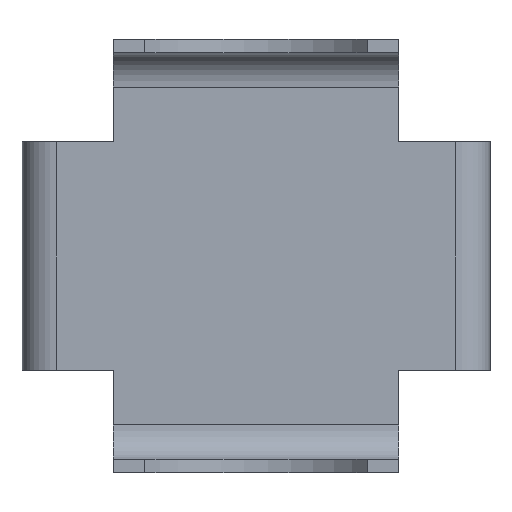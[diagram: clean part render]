
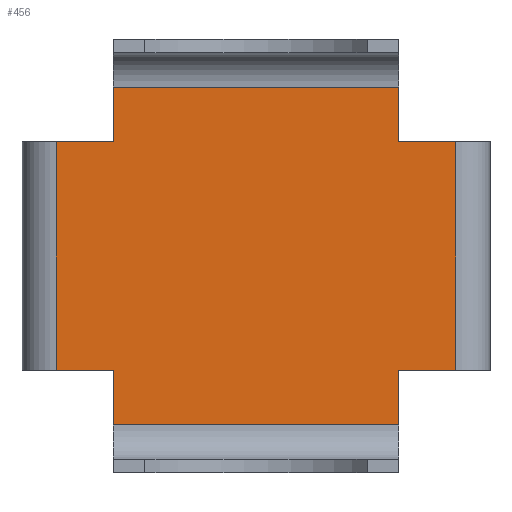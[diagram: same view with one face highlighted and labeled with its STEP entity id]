
A CAD part, front view. The second image highlights one B-rep face of the part: STEP entity #456.
In plain terms, the highlighted planar face has unit normal (0, -1, 0).
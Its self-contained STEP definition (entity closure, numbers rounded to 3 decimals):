
#85 = CARTESIAN_POINT ( 'NONE',  ( 12.5, 0., -19. ) ) ;
#101 = LINE ( 'NONE', #851, #352 ) ;
#122 = ORIENTED_EDGE ( 'NONE', *, *, #1693, .T. ) ;
#123 = DIRECTION ( 'NONE',  ( 1., 0., 0. ) ) ;
#144 = ORIENTED_EDGE ( 'NONE', *, *, #1764, .F. ) ;
#163 = FACE_OUTER_BOUND ( 'NONE', #916, .T. ) ;
#262 = LINE ( 'NONE', #1002, #2315 ) ;
#285 = CARTESIAN_POINT ( 'NONE',  ( 12.5, 0., 14.8 ) ) ;
#298 = VERTEX_POINT ( 'NONE', #1849 ) ;
#305 = CARTESIAN_POINT ( 'NONE',  ( -17.5, 0., -10. ) ) ;
#317 = LINE ( 'NONE', #736, #430 ) ;
#336 = EDGE_CURVE ( 'NONE', #815, #1142, #1810, .T. ) ;
#338 = CARTESIAN_POINT ( 'NONE',  ( 0., 0., 0. ) ) ;
#345 = CARTESIAN_POINT ( 'NONE',  ( 17.5, 0., 10. ) ) ;
#352 = VECTOR ( 'NONE', #1252, 1000. ) ;
#353 = EDGE_CURVE ( 'NONE', #438, #1084, #1247, .T. ) ;
#391 = VECTOR ( 'NONE', #2457, 1000. ) ;
#404 = CARTESIAN_POINT ( 'NONE',  ( 17.5, 0., 10. ) ) ;
#430 = VECTOR ( 'NONE', #123, 1000. ) ;
#436 = VECTOR ( 'NONE', #1175, 1000. ) ;
#438 = VERTEX_POINT ( 'NONE', #1141 ) ;
#455 = CARTESIAN_POINT ( 'NONE',  ( 12.5, 0., 10. ) ) ;
#456 = ADVANCED_FACE ( 'NONE', ( #163 ), #1525, .T. ) ;
#494 = VERTEX_POINT ( 'NONE', #2078 ) ;
#526 = ORIENTED_EDGE ( 'NONE', *, *, #2389, .F. ) ;
#543 = ORIENTED_EDGE ( 'NONE', *, *, #336, .T. ) ;
#544 = VECTOR ( 'NONE', #733, 1000. ) ;
#635 = VERTEX_POINT ( 'NONE', #2337 ) ;
#636 = EDGE_CURVE ( 'NONE', #1084, #1142, #2149, .T. ) ;
#661 = VECTOR ( 'NONE', #1232, 1000. ) ;
#680 = CARTESIAN_POINT ( 'NONE',  ( -17.5, 0., -10. ) ) ;
#733 = DIRECTION ( 'NONE',  ( 1., 0., 0. ) ) ;
#736 = CARTESIAN_POINT ( 'NONE',  ( -20.5, 0., 10. ) ) ;
#751 = VECTOR ( 'NONE', #2181, 1000. ) ;
#771 = CARTESIAN_POINT ( 'NONE',  ( -17.5, 0., 10. ) ) ;
#784 = EDGE_CURVE ( 'NONE', #438, #635, #953, .T. ) ;
#812 = VERTEX_POINT ( 'NONE', #2456 ) ;
#814 = DIRECTION ( 'NONE',  ( 0., 0., -1. ) ) ;
#815 = VERTEX_POINT ( 'NONE', #771 ) ;
#851 = CARTESIAN_POINT ( 'NONE',  ( 12.5, 0., -10. ) ) ;
#877 = ORIENTED_EDGE ( 'NONE', *, *, #353, .F. ) ;
#913 = DIRECTION ( 'NONE',  ( 0., -1., 0. ) ) ;
#916 = EDGE_LOOP ( 'NONE', ( #877, #1789, #526, #144, #2435, #1153, #1291, #122, #1176, #2258, #543, #1861 ) ) ;
#953 = LINE ( 'NONE', #1499, #544 ) ;
#1002 = CARTESIAN_POINT ( 'NONE',  ( -12.5, 0., 10. ) ) ;
#1036 = CARTESIAN_POINT ( 'NONE',  ( 12.5, 0., -10. ) ) ;
#1084 = VERTEX_POINT ( 'NONE', #2462 ) ;
#1141 = CARTESIAN_POINT ( 'NONE',  ( -12.5, 0., -14.8 ) ) ;
#1142 = VERTEX_POINT ( 'NONE', #305 ) ;
#1153 = ORIENTED_EDGE ( 'NONE', *, *, #2172, .F. ) ;
#1175 = DIRECTION ( 'NONE',  ( 1., 0., 0. ) ) ;
#1176 = ORIENTED_EDGE ( 'NONE', *, *, #2399, .F. ) ;
#1232 = DIRECTION ( 'NONE',  ( 0., 0., -1. ) ) ;
#1247 = LINE ( 'NONE', #2002, #2346 ) ;
#1252 = DIRECTION ( 'NONE',  ( -1., 0., 0. ) ) ;
#1280 = VERTEX_POINT ( 'NONE', #404 ) ;
#1291 = ORIENTED_EDGE ( 'NONE', *, *, #2348, .F. ) ;
#1435 = VECTOR ( 'NONE', #814, 1000. ) ;
#1445 = VERTEX_POINT ( 'NONE', #2400 ) ;
#1499 = CARTESIAN_POINT ( 'NONE',  ( 0., 0., -14.8 ) ) ;
#1525 = PLANE ( 'NONE',  #2347 ) ;
#1549 = DIRECTION ( 'NONE',  ( -1., 0., 0. ) ) ;
#1569 = EDGE_CURVE ( 'NONE', #815, #298, #317, .T. ) ;
#1692 = LINE ( 'NONE', #345, #391 ) ;
#1693 = EDGE_CURVE ( 'NONE', #2390, #1445, #1844, .T. ) ;
#1764 = EDGE_CURVE ( 'NONE', #812, #2407, #101, .T. ) ;
#1777 = LINE ( 'NONE', #455, #751 ) ;
#1789 = ORIENTED_EDGE ( 'NONE', *, *, #784, .T. ) ;
#1810 = LINE ( 'NONE', #680, #661 ) ;
#1821 = DIRECTION ( 'NONE',  ( 0., 0., 1. ) ) ;
#1844 = LINE ( 'NONE', #2212, #2123 ) ;
#1849 = CARTESIAN_POINT ( 'NONE',  ( -12.5, 0., 10. ) ) ;
#1861 = ORIENTED_EDGE ( 'NONE', *, *, #636, .F. ) ;
#1960 = CARTESIAN_POINT ( 'NONE',  ( -20.5, 0., -10. ) ) ;
#1991 = LINE ( 'NONE', #85, #1435 ) ;
#2002 = CARTESIAN_POINT ( 'NONE',  ( -12.5, 0., -19. ) ) ;
#2045 = DIRECTION ( 'NONE',  ( -1., 0., 0. ) ) ;
#2078 = CARTESIAN_POINT ( 'NONE',  ( 12.5, 0., 10. ) ) ;
#2090 = DIRECTION ( 'NONE',  ( 0., 0., -1. ) ) ;
#2123 = VECTOR ( 'NONE', #2045, 1000. ) ;
#2125 = EDGE_CURVE ( 'NONE', #812, #1280, #1692, .T. ) ;
#2149 = LINE ( 'NONE', #1960, #2475 ) ;
#2172 = EDGE_CURVE ( 'NONE', #494, #1280, #2306, .T. ) ;
#2181 = DIRECTION ( 'NONE',  ( 0., 0., -1. ) ) ;
#2212 = CARTESIAN_POINT ( 'NONE',  ( 0., 0., 14.8 ) ) ;
#2258 = ORIENTED_EDGE ( 'NONE', *, *, #1569, .F. ) ;
#2306 = LINE ( 'NONE', #2471, #436 ) ;
#2315 = VECTOR ( 'NONE', #2374, 1000. ) ;
#2337 = CARTESIAN_POINT ( 'NONE',  ( 12.5, 0., -14.8 ) ) ;
#2346 = VECTOR ( 'NONE', #1821, 1000. ) ;
#2347 = AXIS2_PLACEMENT_3D ( 'NONE', #338, #913, #2090 ) ;
#2348 = EDGE_CURVE ( 'NONE', #2390, #494, #1777, .T. ) ;
#2374 = DIRECTION ( 'NONE',  ( 0., 0., 1. ) ) ;
#2389 = EDGE_CURVE ( 'NONE', #2407, #635, #1991, .T. ) ;
#2390 = VERTEX_POINT ( 'NONE', #285 ) ;
#2399 = EDGE_CURVE ( 'NONE', #298, #1445, #262, .T. ) ;
#2400 = CARTESIAN_POINT ( 'NONE',  ( -12.5, 0., 14.8 ) ) ;
#2407 = VERTEX_POINT ( 'NONE', #1036 ) ;
#2435 = ORIENTED_EDGE ( 'NONE', *, *, #2125, .T. ) ;
#2456 = CARTESIAN_POINT ( 'NONE',  ( 17.5, 0., -10. ) ) ;
#2457 = DIRECTION ( 'NONE',  ( 0., 0., 1. ) ) ;
#2462 = CARTESIAN_POINT ( 'NONE',  ( -12.5, 0., -10. ) ) ;
#2471 = CARTESIAN_POINT ( 'NONE',  ( 12.5, 0., 10. ) ) ;
#2475 = VECTOR ( 'NONE', #1549, 1000. ) ;
